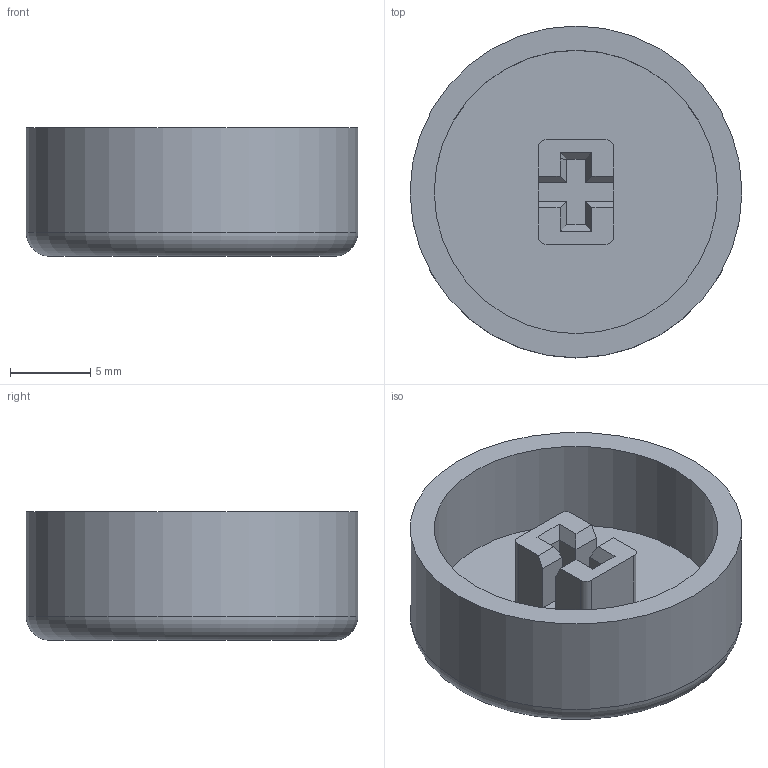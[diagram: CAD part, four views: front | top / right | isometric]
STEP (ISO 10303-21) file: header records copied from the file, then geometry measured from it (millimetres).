
FILE_DESCRIPTION(('Open CASCADE Model'),'2;1');
FILE_NAME('Open CASCADE Shape Model','2023-03-31T20:19:38',('Author'),( 'Open CASCADE'),'Open CASCADE STEP processor 7.5','Open CASCADE 7.5' ,'Unknown');
FILE_SCHEMA(('AUTOMOTIVE_DESIGN { 1 0 10303 214 1 1 1 1 }'));
Length unit declared in the file: millimetre
Products named in the file (1): Open CASCADE STEP translator 7.5 1
Bounding box: 20.64 x 20.64 x 8 mm (x, y, z)
Volume: 1283.2 mm3; surface area: 1620.6 mm2
Topology: 1 solids, 1 shells, 38 faces, 93 edges, 59 vertices
Faces by surface type: plane 31, cylinder 6, torus 1
Full cylindrical faces by diameter (mm): 17.64 x1, 20.64 x1
Entity records: 2320 total; most frequent: CARTESIAN_POINT 393, DIRECTION 365, LINE 249, VECTOR 249, ORIENTED_EDGE 186, PCURVE 186, DEFINITIONAL_REPRESENTATION 186, EDGE_CURVE 93
